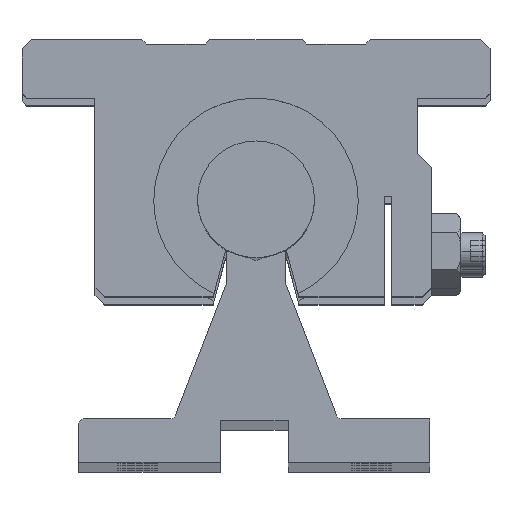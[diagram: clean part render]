
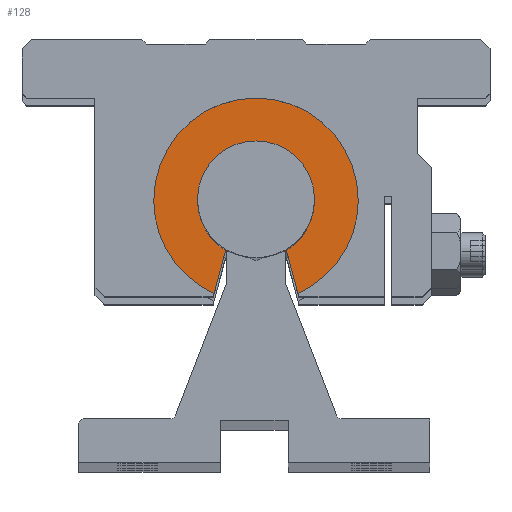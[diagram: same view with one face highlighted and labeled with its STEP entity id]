
A CAD part, top view. The second image highlights one B-rep face of the part: STEP entity #128.
In plain terms, the highlighted planar face has unit normal (0, 0, 1).
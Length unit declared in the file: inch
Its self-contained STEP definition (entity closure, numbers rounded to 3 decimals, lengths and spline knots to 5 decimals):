
#128 = ADVANCED_FACE ( 'NONE', ( #2933 ), #4118, .T. ) ;
#191 = DIRECTION ( 'NONE',  ( 0.259, -0.966, 0. ) ) ;
#418 = DIRECTION ( 'NONE',  ( 1., 0., 0. ) ) ;
#463 = CARTESIAN_POINT ( 'NONE',  ( 0., 0., -0.15 ) ) ;
#496 = CIRCLE ( 'NONE', #3765, 0.43701 ) ;
#543 = CARTESIAN_POINT ( 'NONE',  ( 0.43701, 0., -0.15 ) ) ;
#630 = DIRECTION ( 'NONE',  ( 0., 0., -1. ) ) ;
#738 = VERTEX_POINT ( 'NONE', #2019 ) ;
#750 = DIRECTION ( 'NONE',  ( 0., 0., -1. ) ) ;
#770 = ORIENTED_EDGE ( 'NONE', *, *, #4769, .T. ) ;
#783 = DIRECTION ( 'NONE',  ( 0., 0., 1. ) ) ;
#810 = CARTESIAN_POINT ( 'NONE',  ( 0., 0., -0.15 ) ) ;
#846 = LINE ( 'NONE', #1673, #3983 ) ;
#848 = CARTESIAN_POINT ( 'NONE',  ( 0.12997, -0.21356, -0.15 ) ) ;
#877 = AXIS2_PLACEMENT_3D ( 'NONE', #954, #630, #4310 ) ;
#954 = CARTESIAN_POINT ( 'NONE',  ( 0., 0., -0.15 ) ) ;
#966 = EDGE_CURVE ( 'NONE', #2623, #738, #4432, .T. ) ;
#1094 = DIRECTION ( 'NONE',  ( 1., 0., 0. ) ) ;
#1140 = CARTESIAN_POINT ( 'NONE',  ( -0.44225, -0.40344, -0.15 ) ) ;
#1160 = VERTEX_POINT ( 'NONE', #543 ) ;
#1203 = VERTEX_POINT ( 'NONE', #848 ) ;
#1389 = DIRECTION ( 'NONE',  ( 1., 0., 0. ) ) ;
#1406 = CARTESIAN_POINT ( 'NONE',  ( 0., 0., -0.15 ) ) ;
#1533 = DIRECTION ( 'NONE',  ( 1., 0., 0. ) ) ;
#1634 = DIRECTION ( 'NONE',  ( 1., 0., 0. ) ) ;
#1662 = CIRCLE ( 'NONE', #3133, 0.43701 ) ;
#1665 = EDGE_LOOP ( 'NONE', ( #1809, #2443, #1861, #4557, #2921, #1885, #770, #2911 ) ) ;
#1673 = CARTESIAN_POINT ( 'NONE',  ( -0.17955, -0.39842, -0.15 ) ) ;
#1778 = AXIS2_PLACEMENT_3D ( 'NONE', #1140, #2621, #4047 ) ;
#1805 = CARTESIAN_POINT ( 'NONE',  ( 0., 0., -0.15 ) ) ;
#1809 = ORIENTED_EDGE ( 'NONE', *, *, #3400, .T. ) ;
#1861 = ORIENTED_EDGE ( 'NONE', *, *, #966, .T. ) ;
#1885 = ORIENTED_EDGE ( 'NONE', *, *, #3727, .T. ) ;
#1975 = AXIS2_PLACEMENT_3D ( 'NONE', #1805, #2608, #1389 ) ;
#2019 = CARTESIAN_POINT ( 'NONE',  ( -0.17955, -0.39842, -0.15 ) ) ;
#2041 = CARTESIAN_POINT ( 'NONE',  ( -0.25, 0., -0.15 ) ) ;
#2250 = CARTESIAN_POINT ( 'NONE',  ( 0.12997, -0.21356, -0.15 ) ) ;
#2340 = AXIS2_PLACEMENT_3D ( 'NONE', #1406, #2604, #1094 ) ;
#2386 = VERTEX_POINT ( 'NONE', #2993 ) ;
#2443 = ORIENTED_EDGE ( 'NONE', *, *, #3435, .T. ) ;
#2580 = EDGE_CURVE ( 'NONE', #738, #2877, #846, .T. ) ;
#2604 = DIRECTION ( 'NONE',  ( 0., 0., 1. ) ) ;
#2608 = DIRECTION ( 'NONE',  ( 0., 0., -1. ) ) ;
#2621 = DIRECTION ( 'NONE',  ( 0., 0., 1. ) ) ;
#2623 = VERTEX_POINT ( 'NONE', #4610 ) ;
#2676 = CIRCLE ( 'NONE', #877, 0.25 ) ;
#2877 = VERTEX_POINT ( 'NONE', #4418 ) ;
#2911 = ORIENTED_EDGE ( 'NONE', *, *, #4588, .T. ) ;
#2921 = ORIENTED_EDGE ( 'NONE', *, *, #3137, .T. ) ;
#2933 = FACE_OUTER_BOUND ( 'NONE', #1665, .T. ) ;
#2993 = CARTESIAN_POINT ( 'NONE',  ( 0.17955, -0.39842, -0.15 ) ) ;
#3133 = AXIS2_PLACEMENT_3D ( 'NONE', #463, #783, #418 ) ;
#3137 = EDGE_CURVE ( 'NONE', #2877, #3578, #2676, .T. ) ;
#3354 = CARTESIAN_POINT ( 'NONE',  ( 0.25, 0., -0.15 ) ) ;
#3400 = EDGE_CURVE ( 'NONE', #2386, #1160, #1662, .T. ) ;
#3435 = EDGE_CURVE ( 'NONE', #1160, #2623, #496, .T. ) ;
#3512 = AXIS2_PLACEMENT_3D ( 'NONE', #3673, #750, #1533 ) ;
#3578 = VERTEX_POINT ( 'NONE', #2041 ) ;
#3673 = CARTESIAN_POINT ( 'NONE',  ( 0., 0., -0.15 ) ) ;
#3727 = EDGE_CURVE ( 'NONE', #3578, #3872, #4067, .T. ) ;
#3765 = AXIS2_PLACEMENT_3D ( 'NONE', #810, #3848, #1634 ) ;
#3848 = DIRECTION ( 'NONE',  ( 0., 0., 1. ) ) ;
#3862 = DIRECTION ( 'NONE',  ( 0.259, 0.966, 0. ) ) ;
#3872 = VERTEX_POINT ( 'NONE', #3354 ) ;
#3983 = VECTOR ( 'NONE', #3862, 39.37008 ) ;
#4006 = VECTOR ( 'NONE', #191, 39.37008 ) ;
#4047 = DIRECTION ( 'NONE',  ( 1., 0., 0. ) ) ;
#4067 = CIRCLE ( 'NONE', #1975, 0.25 ) ;
#4116 = LINE ( 'NONE', #2250, #4006 ) ;
#4118 = PLANE ( 'NONE',  #1778 ) ;
#4132 = CIRCLE ( 'NONE', #3512, 0.25 ) ;
#4310 = DIRECTION ( 'NONE',  ( 1., 0., 0. ) ) ;
#4418 = CARTESIAN_POINT ( 'NONE',  ( -0.12997, -0.21356, -0.15 ) ) ;
#4432 = CIRCLE ( 'NONE', #2340, 0.43701 ) ;
#4557 = ORIENTED_EDGE ( 'NONE', *, *, #2580, .T. ) ;
#4588 = EDGE_CURVE ( 'NONE', #1203, #2386, #4116, .T. ) ;
#4610 = CARTESIAN_POINT ( 'NONE',  ( -0.43701, 0., -0.15 ) ) ;
#4769 = EDGE_CURVE ( 'NONE', #3872, #1203, #4132, .T. ) ;
